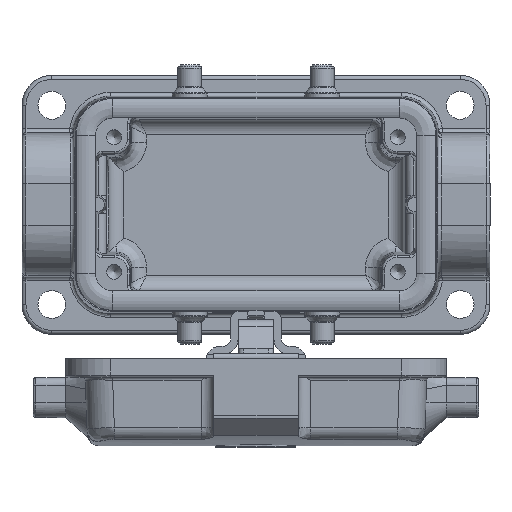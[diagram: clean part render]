
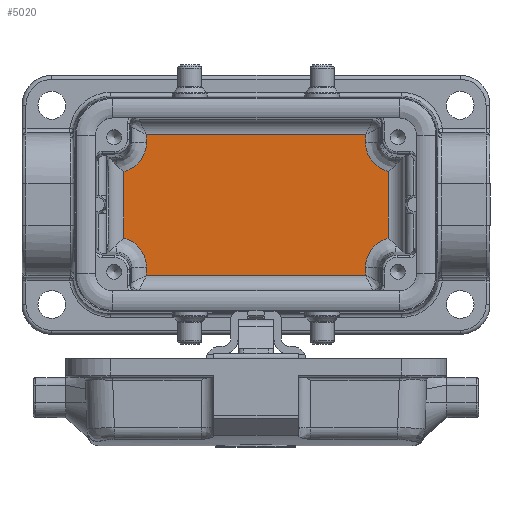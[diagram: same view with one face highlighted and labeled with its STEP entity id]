
A CAD part, top view. The second image highlights one B-rep face of the part: STEP entity #5020.
In plain terms, the highlighted planar face has unit normal (0, 0, 1).
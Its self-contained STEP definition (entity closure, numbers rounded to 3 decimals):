
#3760=ELLIPSE('',#18068,6.002,6.);
#3762=ELLIPSE('',#18073,6.002,6.);
#3766=ELLIPSE('',#18080,6.002,6.);
#3768=ELLIPSE('',#18084,6.002,6.);
#5020=ADVANCED_FACE('',(#6102),#5534,.F.);
#5534=PLANE('',#18116);
#6102=FACE_OUTER_BOUND('',#6875,.T.);
#6875=EDGE_LOOP('',(#9602,#9603,#9604,#9605,#9606,#9607,#9608,#9609,#9610,
#9611,#9612,#9613));
#9602=ORIENTED_EDGE('',*,*,#13573,.T.);
#9603=ORIENTED_EDGE('',*,*,#13621,.T.);
#9604=ORIENTED_EDGE('',*,*,#13622,.T.);
#9605=ORIENTED_EDGE('',*,*,#13623,.T.);
#9606=ORIENTED_EDGE('',*,*,#13569,.T.);
#9607=ORIENTED_EDGE('',*,*,#13561,.T.);
#9608=ORIENTED_EDGE('',*,*,#13559,.T.);
#9609=ORIENTED_EDGE('',*,*,#13596,.T.);
#9610=ORIENTED_EDGE('',*,*,#13624,.T.);
#9611=ORIENTED_EDGE('',*,*,#13592,.T.);
#9612=ORIENTED_EDGE('',*,*,#13554,.T.);
#9613=ORIENTED_EDGE('',*,*,#13549,.T.);
#11889=VERTEX_POINT('',#29816);
#11890=VERTEX_POINT('',#29818);
#11894=VERTEX_POINT('',#29831);
#11898=VERTEX_POINT('',#29869);
#11899=VERTEX_POINT('',#29871);
#11900=VERTEX_POINT('',#29907);
#11905=VERTEX_POINT('',#29921);
#11909=VERTEX_POINT('',#29961);
#11919=VERTEX_POINT('',#30027);
#11922=VERTEX_POINT('',#30063);
#11943=VERTEX_POINT('',#30166);
#11944=VERTEX_POINT('',#30168);
#13549=EDGE_CURVE('',#11890,#11889,#14905,.T.);
#13554=EDGE_CURVE('',#11894,#11890,#3760,.T.);
#13559=EDGE_CURVE('',#11899,#11898,#3762,.T.);
#13561=EDGE_CURVE('',#11900,#11899,#14906,.T.);
#13569=EDGE_CURVE('',#11905,#11900,#3766,.T.);
#13573=EDGE_CURVE('',#11889,#11909,#3768,.T.);
#13592=EDGE_CURVE('',#11922,#11894,#14915,.T.);
#13596=EDGE_CURVE('',#11898,#11919,#14918,.T.);
#13621=EDGE_CURVE('',#11909,#11943,#14932,.T.);
#13622=EDGE_CURVE('',#11943,#11944,#14933,.T.);
#13623=EDGE_CURVE('',#11944,#11905,#14934,.T.);
#13624=EDGE_CURVE('',#11919,#11922,#14935,.T.);
#14905=LINE('',#29817,#15916);
#14906=LINE('',#29906,#15917);
#14915=LINE('',#30098,#15926);
#14918=LINE('',#30106,#15929);
#14932=LINE('',#30165,#15943);
#14933=LINE('',#30167,#15944);
#14934=LINE('',#30169,#15945);
#14935=LINE('',#30170,#15946);
#15916=VECTOR('',#20655,1.);
#15917=VECTOR('',#20676,1.);
#15926=VECTOR('',#20731,1.);
#15929=VECTOR('',#20740,1.);
#15943=VECTOR('',#20786,1.);
#15944=VECTOR('',#20787,1.);
#15945=VECTOR('',#20788,1.);
#15946=VECTOR('',#20789,1.);
#18068=AXIS2_PLACEMENT_3D('',#29830,#20664,#20665);
#18073=AXIS2_PLACEMENT_3D('',#29870,#20674,#20675);
#18080=AXIS2_PLACEMENT_3D('',#29925,#20690,#20691);
#18084=AXIS2_PLACEMENT_3D('',#29962,#20698,#20699);
#18116=AXIS2_PLACEMENT_3D('',#30171,#20790,#20791);
#20655=DIRECTION('',(0.,-1.,0.));
#20664=DIRECTION('',(0.,0.,-1.));
#20665=DIRECTION('',(-0.707,0.707,0.));
#20674=DIRECTION('',(0.,0.,-1.));
#20675=DIRECTION('',(0.707,0.707,0.));
#20676=DIRECTION('',(0.,1.,0.));
#20690=DIRECTION('',(0.,0.,-1.));
#20691=DIRECTION('',(-0.707,0.707,0.));
#20698=DIRECTION('',(0.,0.,-1.));
#20699=DIRECTION('',(0.707,0.707,0.));
#20731=DIRECTION('',(0.,-1.,0.));
#20740=DIRECTION('',(0.,1.,0.));
#20786=DIRECTION('',(0.,-1.,0.));
#20787=DIRECTION('',(1.,0.,0.));
#20788=DIRECTION('',(0.,1.,0.));
#20789=DIRECTION('',(-1.,0.,0.));
#20790=DIRECTION('',(0.,0.,-1.));
#20791=DIRECTION('',(-1.,0.,0.));
#29816=CARTESIAN_POINT('',(-26.586,-6.704,-38.25));
#29817=CARTESIAN_POINT('',(-26.586,-9.482,-38.25));
#29818=CARTESIAN_POINT('',(-26.586,6.704,-38.25));
#29830=CARTESIAN_POINT('',(-28.006,12.535,-38.25));
#29831=CARTESIAN_POINT('',(-22.005,12.533,-38.25));
#29869=CARTESIAN_POINT('',(22.005,12.533,-38.25));
#29870=CARTESIAN_POINT('',(28.006,12.535,-38.25));
#29871=CARTESIAN_POINT('',(26.586,6.704,-38.25));
#29906=CARTESIAN_POINT('',(26.586,-17.75,-38.25));
#29907=CARTESIAN_POINT('',(26.586,-6.704,-38.25));
#29921=CARTESIAN_POINT('',(22.005,-12.533,-38.25));
#29925=CARTESIAN_POINT('',(28.006,-12.535,-38.25));
#29961=CARTESIAN_POINT('',(-22.005,-12.533,-38.25));
#29962=CARTESIAN_POINT('',(-28.006,-12.535,-38.25));
#30027=CARTESIAN_POINT('',(22.005,14.132,-38.25));
#30063=CARTESIAN_POINT('',(-22.005,14.132,-38.25));
#30098=CARTESIAN_POINT('',(-22.005,12.482,-38.25));
#30106=CARTESIAN_POINT('',(22.005,15.555,-38.25));
#30165=CARTESIAN_POINT('',(-22.005,-15.555,-38.25));
#30166=CARTESIAN_POINT('',(-22.005,-14.132,-38.25));
#30167=CARTESIAN_POINT('',(24.953,-14.132,-38.25));
#30168=CARTESIAN_POINT('',(22.005,-14.132,-38.25));
#30169=CARTESIAN_POINT('',(22.005,-12.482,-38.25));
#30170=CARTESIAN_POINT('',(24.953,14.132,-38.25));
#30171=CARTESIAN_POINT('',(24.953,-17.75,-38.25));
